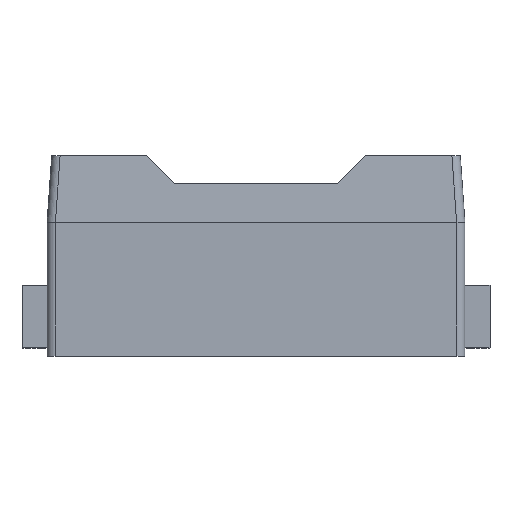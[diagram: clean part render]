
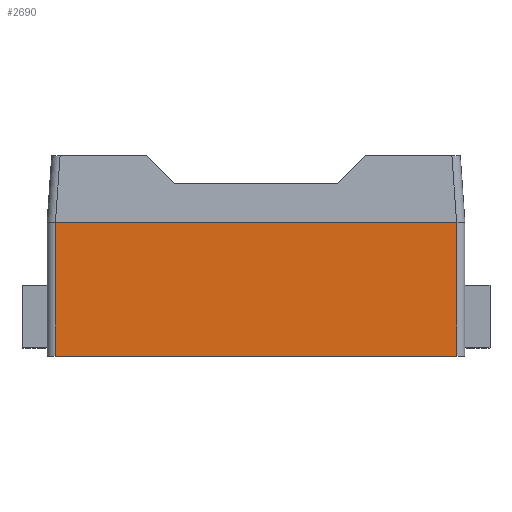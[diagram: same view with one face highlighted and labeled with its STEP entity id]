
A CAD part, top view. The second image highlights one B-rep face of the part: STEP entity #2690.
In plain terms, the highlighted planar face has unit normal (0, 0, 1).
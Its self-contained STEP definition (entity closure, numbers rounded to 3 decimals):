
#244=FACE_OUTER_BOUND('',#358,.T.);
#358=EDGE_LOOP('',(#2151,#2152,#2153,#2154));
#500=LINE('',#3623,#762);
#645=LINE('',#5410,#907);
#646=LINE('',#5412,#908);
#647=LINE('',#5413,#909);
#762=VECTOR('',#3093,2.4);
#907=VECTOR('',#3274,0.8);
#908=VECTOR('',#3275,2.4);
#909=VECTOR('',#3276,0.8);
#1006=VERTEX_POINT('',#3620);
#1007=VERTEX_POINT('',#3622);
#1248=VERTEX_POINT('',#5409);
#1249=VERTEX_POINT('',#5411);
#1390=EDGE_CURVE('',#1007,#1006,#500,.T.);
#1636=EDGE_CURVE('',#1006,#1248,#645,.T.);
#1637=EDGE_CURVE('',#1249,#1248,#646,.T.);
#1638=EDGE_CURVE('',#1249,#1007,#647,.F.);
#2151=ORIENTED_EDGE('',*,*,#1390,.T.);
#2152=ORIENTED_EDGE('',*,*,#1636,.T.);
#2153=ORIENTED_EDGE('',*,*,#1637,.F.);
#2154=ORIENTED_EDGE('',*,*,#1638,.T.);
#2520=PLANE('',#2828);
#2690=ADVANCED_FACE('',(#244),#2520,.T.);
#2828=AXIS2_PLACEMENT_3D('',#5408,#3272,#3273);
#3093=DIRECTION('',(1.,0.,0.));
#3272=DIRECTION('center_axis',(0.,0.,
1.));
#3273=DIRECTION('ref_axis',(0.,-1.,0.));
#3274=DIRECTION('',(0.,1.,0.));
#3275=DIRECTION('',(1.,0.,0.));
#3276=DIRECTION('',(0.,1.,0.));
#3620=CARTESIAN_POINT('',(1.2,-0.4,0.8));
#3622=CARTESIAN_POINT('',(-1.2,-0.4,0.8));
#3623=CARTESIAN_POINT('',(-1.2,-0.4,0.8));
#5408=CARTESIAN_POINT('Origin',(-0.001,-0.4,0.8));
#5409=CARTESIAN_POINT('',(1.2,0.4,0.8));
#5410=CARTESIAN_POINT('',(1.2,-0.4,0.8));
#5411=CARTESIAN_POINT('',(-1.2,0.4,0.8));
#5412=CARTESIAN_POINT('',(-1.2,0.4,0.8));
#5413=CARTESIAN_POINT('',(-1.2,-0.4,0.8));
